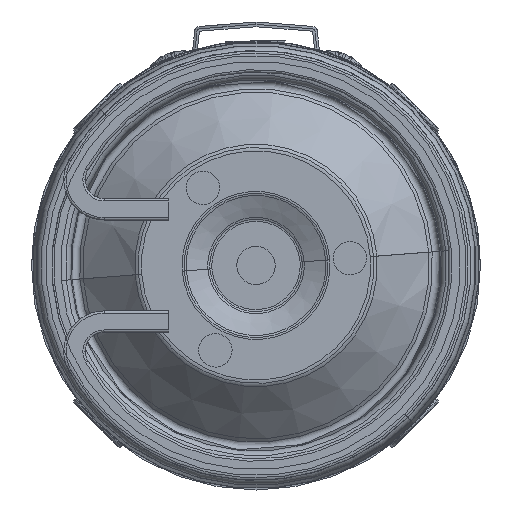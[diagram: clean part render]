
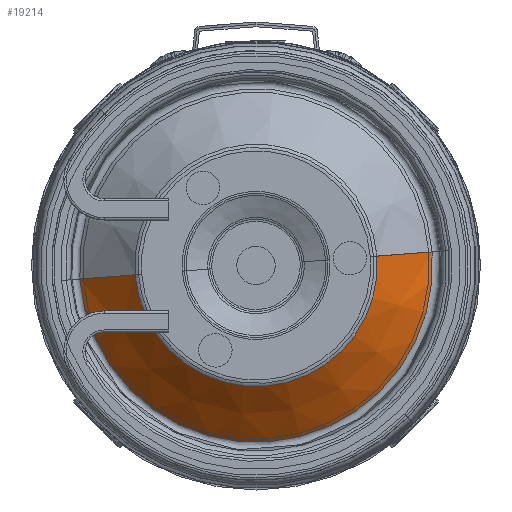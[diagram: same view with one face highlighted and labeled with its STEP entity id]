
A CAD part, front view. The second image highlights one B-rep face of the part: STEP entity #19214.
In plain terms, the highlighted conical face has half-angle 46.546 degrees and reference radius 25.375 mm.
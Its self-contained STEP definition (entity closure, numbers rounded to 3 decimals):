
#89 = DIRECTION ( 'NONE',  ( 0., 1., 0. ) ) ;
#1687 = DIRECTION ( 'NONE',  ( 0., 1., 0. ) ) ;
#2305 = EDGE_CURVE ( 'NONE', #16527, #20144, #13511, .T. ) ;
#3045 = DIRECTION ( 'NONE',  ( 0., 0., 1. ) ) ;
#3621 = ORIENTED_EDGE ( 'NONE', *, *, #2305, .F. ) ;
#3648 = DIRECTION ( 'NONE',  ( 0., 1., 0. ) ) ;
#4069 = EDGE_LOOP ( 'NONE', ( #3621, #29382, #38215, #18960 ) ) ;
#5633 = CARTESIAN_POINT ( 'NONE',  ( 0., 0.548, 25.376 ) ) ;
#6520 = AXIS2_PLACEMENT_3D ( 'NONE', #12497, #3648, #32360 ) ;
#7333 = DIRECTION ( 'NONE',  ( 0., 0., 1. ) ) ;
#8315 = CARTESIAN_POINT ( 'NONE',  ( 0., 0.548, -25.376 ) ) ;
#8340 = VERTEX_POINT ( 'NONE', #16462 ) ;
#8351 = DIRECTION ( 'NONE',  ( 0., 0.688, 0.726 ) ) ;
#10049 = EDGE_CURVE ( 'NONE', #20144, #8340, #37391, .T. ) ;
#11039 = VECTOR ( 'NONE', #35899, 1000. ) ;
#12071 = AXIS2_PLACEMENT_3D ( 'NONE', #12696, #89, #3045 ) ;
#12497 = CARTESIAN_POINT ( 'NONE',  ( 0., 0.548, 0. ) ) ;
#12696 = CARTESIAN_POINT ( 'NONE',  ( 0., 11.526, 0. ) ) ;
#13105 = CARTESIAN_POINT ( 'NONE',  ( 0., 0.548, -25.376 ) ) ;
#13511 = LINE ( 'NONE', #13105, #11039 ) ;
#15246 = CONICAL_SURFACE ( 'NONE', #6520, 25.376, 0.812 ) ;
#15367 = CIRCLE ( 'NONE', #29380, 25.376 ) ;
#16026 = EDGE_CURVE ( 'NONE', #16527, #32067, #15367, .T. ) ;
#16462 = CARTESIAN_POINT ( 'NONE',  ( 0., 11.526, 36.962 ) ) ;
#16527 = VERTEX_POINT ( 'NONE', #8315 ) ;
#18960 = ORIENTED_EDGE ( 'NONE', *, *, #10049, .F. ) ;
#19214 = ADVANCED_FACE ( 'NONE', ( #38241 ), #15246, .T. ) ;
#20144 = VERTEX_POINT ( 'NONE', #40290 ) ;
#21592 = LINE ( 'NONE', #5633, #24209 ) ;
#24209 = VECTOR ( 'NONE', #8351, 1000. ) ;
#26803 = EDGE_CURVE ( 'NONE', #32067, #8340, #21592, .T. ) ;
#29380 = AXIS2_PLACEMENT_3D ( 'NONE', #32899, #1687, #7333 ) ;
#29382 = ORIENTED_EDGE ( 'NONE', *, *, #16026, .T. ) ;
#29999 = CARTESIAN_POINT ( 'NONE',  ( 0., 0.548, 25.376 ) ) ;
#32067 = VERTEX_POINT ( 'NONE', #29999 ) ;
#32360 = DIRECTION ( 'NONE',  ( 0., 0., 1. ) ) ;
#32899 = CARTESIAN_POINT ( 'NONE',  ( 0., 0.548, 0. ) ) ;
#35899 = DIRECTION ( 'NONE',  ( 0., 0.688, -0.726 ) ) ;
#37391 = CIRCLE ( 'NONE', #12071, 36.962 ) ;
#38215 = ORIENTED_EDGE ( 'NONE', *, *, #26803, .T. ) ;
#38241 = FACE_OUTER_BOUND ( 'NONE', #4069, .T. ) ;
#40290 = CARTESIAN_POINT ( 'NONE',  ( 0., 11.526, -36.962 ) ) ;
